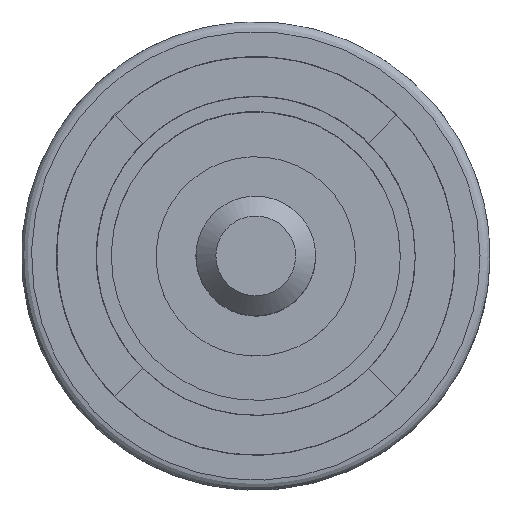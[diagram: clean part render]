
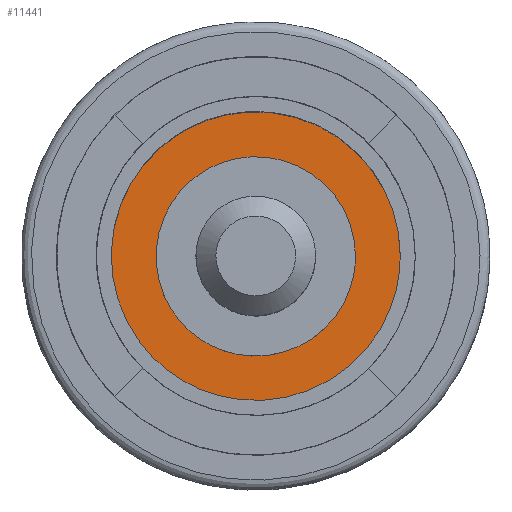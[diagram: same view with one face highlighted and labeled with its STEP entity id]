
A CAD part, top view. The second image highlights one B-rep face of the part: STEP entity #11441.
In plain terms, the highlighted free-form (B-spline) face has degree [1, 1] with [2, 2] control points.
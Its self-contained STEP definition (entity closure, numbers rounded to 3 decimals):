
#11406 = VERTEX_POINT('',#11407);
#11407 = CARTESIAN_POINT('',(4.791,0.,-14.373));
#11412 = EDGE_CURVE('',#11406,#11406,#11413,.T.);
#11413 = ( BOUNDED_CURVE() B_SPLINE_CURVE(2,(#11414,#11415,#11416,#11417
    ,#11418,#11419,#11420),.UNSPECIFIED.,.T.,.F.) 
B_SPLINE_CURVE_WITH_KNOTS((1,2,2,2,2,1),(-2.094,0.,
    2.094,4.189,6.283,8.378),
.UNSPECIFIED.) CURVE() GEOMETRIC_REPRESENTATION_ITEM() 
RATIONAL_B_SPLINE_CURVE((1.,0.5,1.,0.5,1.,0.5,1.)) REPRESENTATION_ITEM(
  '') );
#11414 = CARTESIAN_POINT('',(4.791,0.,-14.373));
#11415 = CARTESIAN_POINT('',(4.791,8.298,
    -14.373));
#11416 = CARTESIAN_POINT('',(-2.396,4.149,
    -14.373));
#11417 = CARTESIAN_POINT('',(-9.582,0.,
    -14.373));
#11418 = CARTESIAN_POINT('',(-2.396,-4.149,
    -14.373));
#11419 = CARTESIAN_POINT('',(4.791,-8.298,
    -14.373));
#11420 = CARTESIAN_POINT('',(4.791,0.,-14.373));
#11441 = ADVANCED_FACE('',(#11442,#11456),#11459,.T.);
#11442 = FACE_BOUND('',#11443,.T.);
#11443 = EDGE_LOOP('',(#11444));
#11444 = ORIENTED_EDGE('',*,*,#11445,.T.);
#11445 = EDGE_CURVE('',#11446,#11446,#11448,.T.);
#11446 = VERTEX_POINT('',#11447);
#11447 = CARTESIAN_POINT('',(6.947,0.,-14.373));
#11448 = ( BOUNDED_CURVE() B_SPLINE_CURVE(2,(#11449,#11450,#11451,#11452
    ,#11453,#11454,#11455),.UNSPECIFIED.,.T.,.F.) 
B_SPLINE_CURVE_WITH_KNOTS((1,2,2,2,2,1),(-2.094,0.,
    2.094,4.189,6.283,8.378),
.UNSPECIFIED.) CURVE() GEOMETRIC_REPRESENTATION_ITEM() 
RATIONAL_B_SPLINE_CURVE((1.,0.5,1.,0.5,1.,0.5,1.)) REPRESENTATION_ITEM(
  '') );
#11449 = CARTESIAN_POINT('',(6.947,0.,-14.373));
#11450 = CARTESIAN_POINT('',(6.947,12.033,
    -14.373));
#11451 = CARTESIAN_POINT('',(-3.474,6.016,
    -14.373));
#11452 = CARTESIAN_POINT('',(-13.894,0.,
    -14.373));
#11453 = CARTESIAN_POINT('',(-3.474,-6.016,
    -14.373));
#11454 = CARTESIAN_POINT('',(6.947,-12.033,
    -14.373));
#11455 = CARTESIAN_POINT('',(6.947,0.,-14.373));
#11456 = FACE_BOUND('',#11457,.T.);
#11457 = EDGE_LOOP('',(#11458));
#11458 = ORIENTED_EDGE('',*,*,#11412,.F.);
#11459 = B_SPLINE_SURFACE_WITH_KNOTS('',1,1,(
    (#11460,#11461)
    ,(#11462,#11463
  )),.UNSPECIFIED.,.F.,.F.,.F.,(2,2),(2,2),(-7.25,7.25),(-7.25,7.25),
  .PIECEWISE_BEZIER_KNOTS.);
#11460 = CARTESIAN_POINT('',(-6.947,-6.947,
    -14.373));
#11461 = CARTESIAN_POINT('',(-6.947,6.947,
    -14.373));
#11462 = CARTESIAN_POINT('',(6.947,-6.947,
    -14.373));
#11463 = CARTESIAN_POINT('',(6.947,6.947,
    -14.373));
